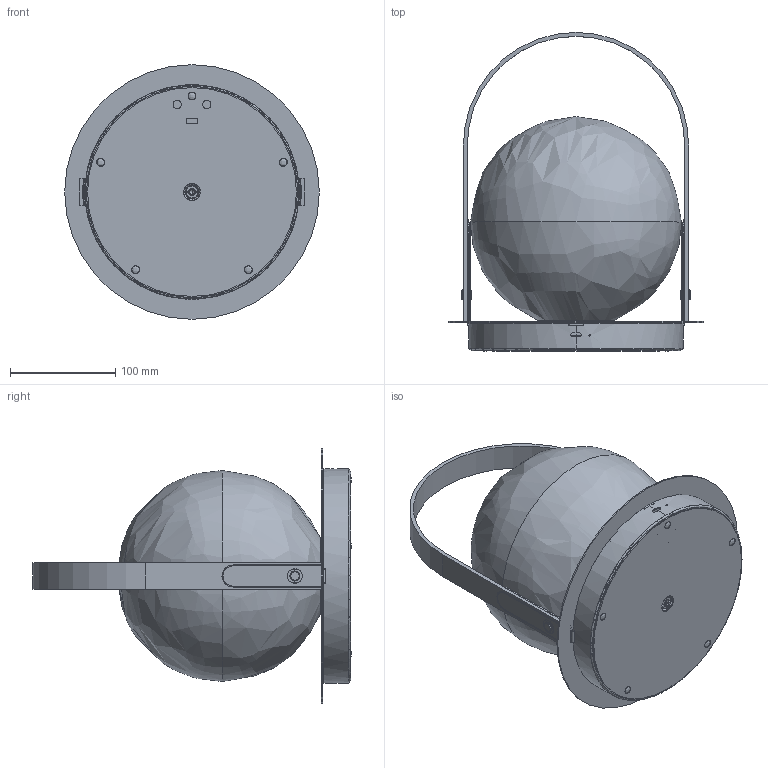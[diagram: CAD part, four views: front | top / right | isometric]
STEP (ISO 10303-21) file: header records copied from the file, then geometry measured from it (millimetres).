
FILE_DESCRIPTION (( 'STEP AP214' ), '1' );
FILE_NAME ('Bola Lantern, Share CAD, 071421.STEP', '2021-07-14T21:36:43', ( '' ), ( '' ), 'SwSTEP 2.0', 'SolidWorks 2019', '' );
FILE_SCHEMA (( 'AUTOMOTIVE_DESIGN' ));
Length unit declared in the file: inch
Products named in the file (20): BOLA_PROTAB_FEET-PU; BOLA_PROTAB_BASEPLATE; BOLA_PROTAB_HANDLE_PIN-FEMALE; BOLA_PROTAB_HANDLE_SECONDARY; BOLA_PROTAB_HANDLE_ASM; BOLA_PROTAB_FRAME_ASM; BOLA__GLOBE_8INCH_ASM; BOLA_PROTAB_FRAME_BUTTON; BOLA_PROTAB_HANDLE_MASTER; Bola Lantern, Share CAD, 071421; BOLA_PROTAB_ANTI-SLIP-MAT; BOLA_PROTAB_FRAME_SEAL-UP; BOLA__GLOBE_8INCH_GLASS; BOLA_PROTAB_FRAME; BOLA_PROTAB_M9XM6; BOLA_PROTAB_HANDLE_STITCH; BOLA_PROTAB_FRAME_WASHER-M12; BOLA_PROTAB_HANDLE_PIN-MALE; BOLA_PROTAB_FRAME_CUSHION; BOLA_PROTAB_DISC-9-5IN
Assembly tree (341 placements, depth 3):
  Bola Lantern, Share CAD, 071421
    BOLA_PROTAB_FRAME_ASM
      BOLA_PROTAB_FRAME
      BOLA_PROTAB_FRAME_SEAL-UP
      BOLA_PROTAB_FRAME_WASHER-M12
      BOLA_PROTAB_FRAME_BUTTON
      BOLA_PROTAB_FRAME_CUSHION
    BOLA_PROTAB_BASEPLATE
    BOLA_PROTAB_M9XM6
    BOLA_PROTAB_ANTI-SLIP-MAT
    BOLA_PROTAB_FEET-PU  x5
    BOLA_PROTAB_DISC-9-5IN
    BOLA_PROTAB_HANDLE_ASM
      BOLA_PROTAB_HANDLE_MASTER
      BOLA_PROTAB_HANDLE_SECONDARY  x2
      BOLA_PROTAB_HANDLE_STITCH  x316
      BOLA_PROTAB_HANDLE_PIN-FEMALE  x2
      BOLA_PROTAB_HANDLE_PIN-MALE  x2
    BOLA__GLOBE_8INCH_ASM
      BOLA__GLOBE_8INCH_GLASS
Bounding box: 241.3 x 302.35 x 241.3 mm (x, y, z)
Volume: 636773.9 mm3; surface area: 663310.8 mm2
Topology: 332 solids, 346 shells, 2581 faces, 7539 edges, 3123 vertices
Faces by surface type: bspline 1400, cylinder 889, plane 264, cone 28
Entity records: 32135 total; most frequent: CARTESIAN_POINT 14074, DIRECTION 3447, ORIENTED_EDGE 3290, EDGE_CURVE 1661, AXIS2_PLACEMENT_3D 1287, VERTEX_POINT 1108, VECTOR 873, LINE 873
